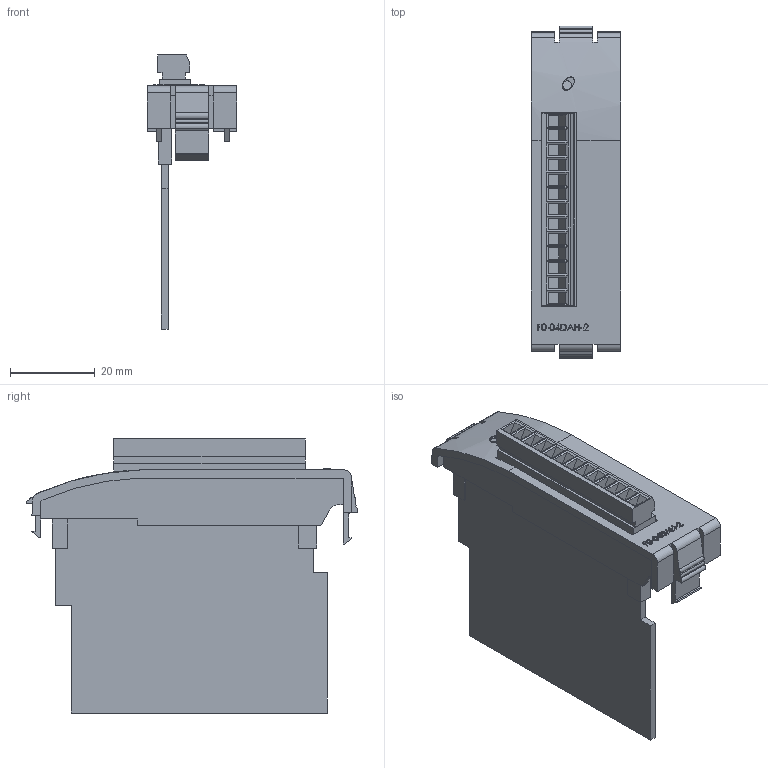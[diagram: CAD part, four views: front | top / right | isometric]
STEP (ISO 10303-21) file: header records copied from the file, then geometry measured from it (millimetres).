
FILE_DESCRIPTION (( 'STEP AP214' ), '1' );
FILE_NAME ('F0-04DAH-2.STEP', '2011-02-02T20:44:10', ( '.ADC' ), ( 'ADC' ), 'SwSTEP 2.0', 'SolidWorks 2009', '' );
FILE_SCHEMA (( 'AUTOMOTIVE_DESIGN' ));
Length unit declared in the file: inch
Products named in the file (1): F0-04DAH-2
Bounding box: 20.98 x 78.23 x 64.57 mm (x, y, z)
Volume: 12346 mm3; surface area: 15580.5 mm2
Topology: 2 solids, 2 shells, 383 faces, 1015 edges, 666 vertices
Faces by surface type: plane 312, cylinder 38, bspline 33
Entity records: 17213 total; most frequent: CARTESIAN_POINT 4582, ORIENTED_EDGE 2030, DIRECTION 1736, EDGE_CURVE 1015, VECTOR 860, LINE 860, VERTEX_POINT 666, AXIS2_PLACEMENT_3D 438
